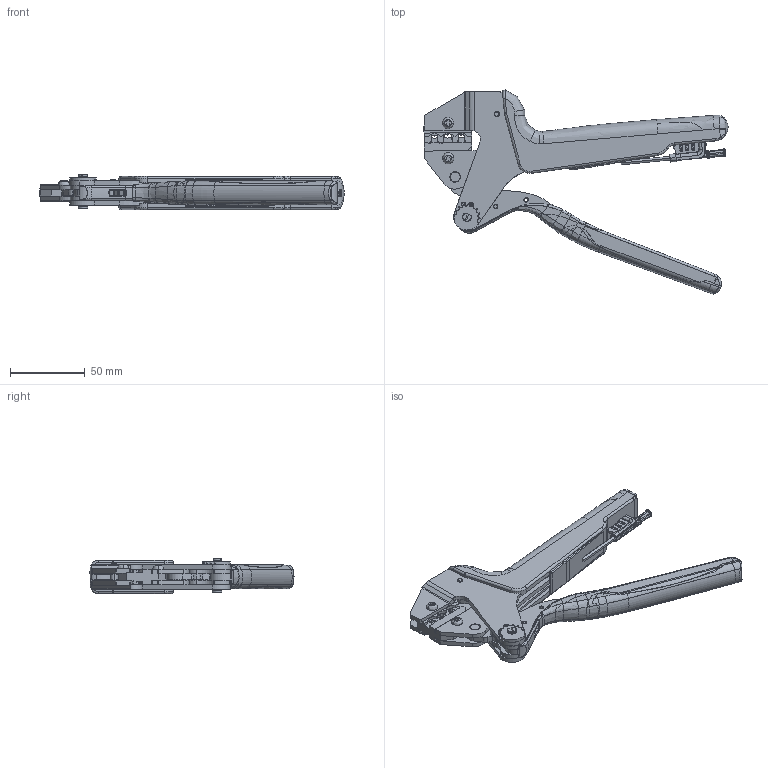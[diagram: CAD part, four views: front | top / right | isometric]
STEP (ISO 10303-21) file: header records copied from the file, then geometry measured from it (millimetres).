
FILE_DESCRIPTION(/* description */ (''),/* implementation_level */ '2;1');
FILE_NAME(/* name */ '100686977ugm000_a.stp',/* time_stamp */ '2022-03-12T02:15:36+01:00',/* author */ (''),/* organization */ (''),/* preprocessor_version */ 'ST-DEVELOPER v16.7',/* originating_system */ 'SIEMENS PLM Software NX 1911',/* authorisation */ '');
FILE_SCHEMA (('AUTOMOTIVE_DESIGN { 1 0 10303 214 3 1 1 1 }'));
Length unit declared in the file: millimetre
Products named in the file (1): 100686977ugm000_a
Bounding box: 203.96 x 136.85 x 23.76 mm (x, y, z)
Volume: 14347.2 mm3; surface area: 86957.1 mm2
Topology: 4 solids, 564 shells, 1803 faces, 6140 edges, 4871 vertices
Faces by surface type: cylinder 620, plane 499, bspline 350, torus 176, cone 86, extrusion 32, sphere 26, revolution 14
Entity records: 98247 total; most frequent: CARTESIAN_POINT 48293, ORIENTED_EDGE 9586, DIRECTION 6933, EDGE_CURVE 6106, VERTEX_POINT 4870, B_SPLINE_CURVE_WITH_KNOTS 3138, AXIS2_PLACEMENT_3D 2730, EDGE_LOOP 1919
